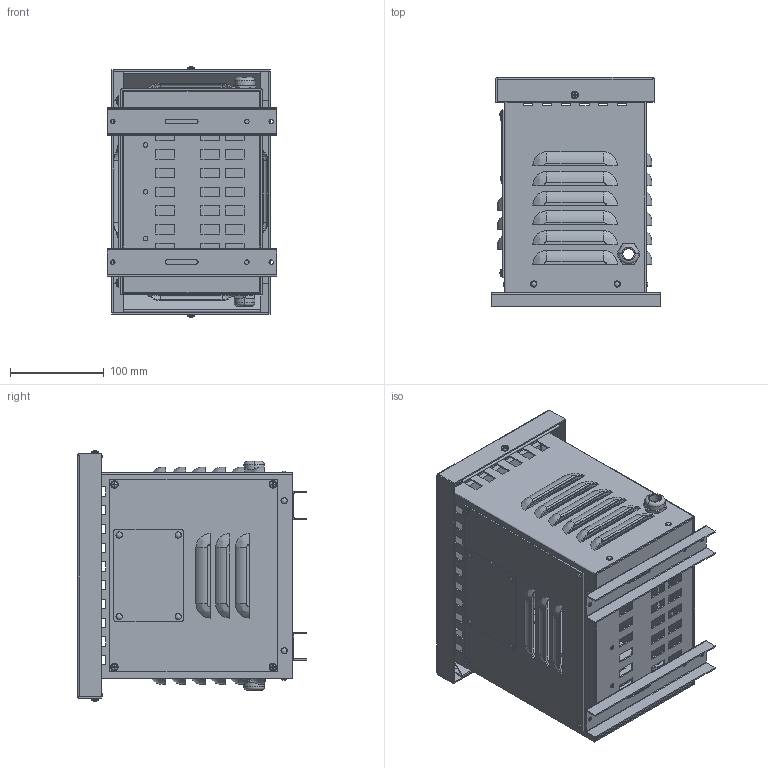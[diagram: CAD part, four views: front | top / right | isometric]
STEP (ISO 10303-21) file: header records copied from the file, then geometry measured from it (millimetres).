
FILE_DESCRIPTION(/* description */ (''),/* implementation_level */ '2;1');
FILE_NAME(/* name */ 'XRB03220283.stp',/* time_stamp */ '2023-03-24T14:12:01+01:00',/* author */ ('velazquez'),/* organization */ (''),/* preprocessor_version */ 'ST-DEVELOPER v19.2',/* originating_system */ 'Autodesk Inventor 2023',/* authorisation */ '');
FILE_SCHEMA (('AUTOMOTIVE_DESIGN { 1 0 10303 214 3 1 1 }'));
Length unit declared in the file: millimetre
Products named in the file (10): XRB03220283; CUERPO CAJA 1-2KVA EXPORT; BASE CAJA 1-2KVA EXPORT; PATA CAJA 1-2KVA EXPORT; TAPA SUPERIOR CAJA 1-2KVA EXPORT; 1411173; TAPA FRONTAL CAJA 1-2KVA EXPORT; PLACA CARACTERISTICAS; IFI 521 - 42, TPHSSPMBR; ISO 7045 - M4 x 5 - 4.8 - H
Assembly tree (27 placements, depth 2):
  XRB03220283
    CUERPO CAJA 1-2KVA EXPORT
    BASE CAJA 1-2KVA EXPORT
    PATA CAJA 1-2KVA EXPORT  x2
    TAPA SUPERIOR CAJA 1-2KVA EXPORT
    IFI 521 - 42, TPHSSPMBR  x12
    ISO 7045 - M4 x 5 - 4.8 - H  x6
    1411173  x2
    TAPA FRONTAL CAJA 1-2KVA EXPORT
    PLACA CARACTERISTICAS
Bounding box: 181 x 244.49 x 267.13 mm (x, y, z)
Volume: 601317 mm3; surface area: 669713.2 mm2
Topology: 27 solids, 27 shells, 1168 faces, 3014 edges, 1876 vertices
Faces by surface type: plane 639, cylinder 259, cone 100, bspline 96, torus 56, sphere 18
Full cylindrical faces by diameter (mm): 3 x4, 3.2 x12, 3.621 x6, 3.8 x12, 4 x10, 4.8 x27, 22 x2
Entity records: 28775 total; most frequent: CARTESIAN_POINT 5972, ORIENTED_EDGE 4476, DIRECTION 4427, EDGE_CURVE 2238, LINE 1553, VECTOR 1553, AXIS2_PLACEMENT_3D 1437, VERTEX_POINT 1389
